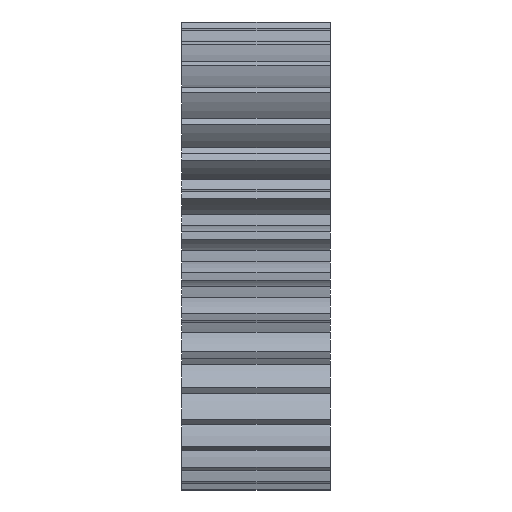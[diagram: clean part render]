
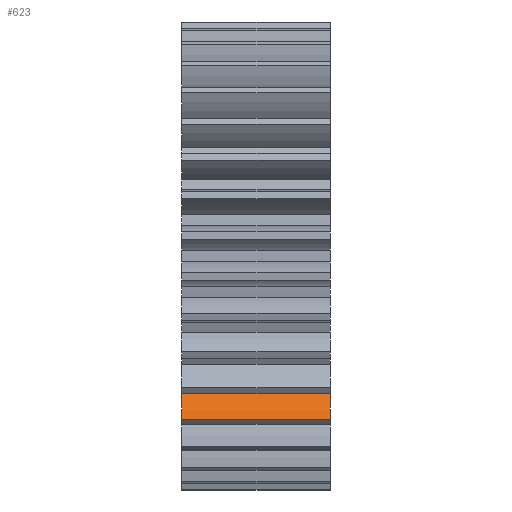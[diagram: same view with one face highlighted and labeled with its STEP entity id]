
A CAD part, front view. The second image highlights one B-rep face of the part: STEP entity #623.
In plain terms, the highlighted cylindrical face has radius 7.62 mm (diameter 15.24 mm), a partial arc.
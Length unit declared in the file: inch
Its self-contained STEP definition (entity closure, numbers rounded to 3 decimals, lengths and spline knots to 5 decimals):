
#322 = DIRECTION ( 'NONE',  ( 0., 0., -1. ) ) ;
#399 = CARTESIAN_POINT ( 'NONE',  ( 0.5, -0.5222, -0.46315 ) ) ;
#415 = CARTESIAN_POINT ( 'NONE',  ( 0.5, -0.28371, -0.64514 ) ) ;
#435 = CARTESIAN_POINT ( 'NONE',  ( 0.5, -0.56853, -0.55092 ) ) ;
#519 = LINE ( 'NONE', #1760, #2257 ) ;
#599 = EDGE_CURVE ( 'NONE', #4114, #2418, #519, .T. ) ;
#623 = ADVANCED_FACE ( 'NONE', ( #4169 ), #2269, .T. ) ;
#926 = CIRCLE ( 'NONE', #5115, 0.3 ) ;
#1000 = ORIENTED_EDGE ( 'NONE', *, *, #599, .T. ) ;
#1024 = LINE ( 'NONE', #399, #2689 ) ;
#1123 = CARTESIAN_POINT ( 'NONE',  ( 0.5, -0.5222, -0.46315 ) ) ;
#1190 = AXIS2_PLACEMENT_3D ( 'NONE', #415, #2940, #3645 ) ;
#1351 = EDGE_CURVE ( 'NONE', #3156, #4114, #926, .T. ) ;
#1597 = DIRECTION ( 'NONE',  ( -1., 0., 0. ) ) ;
#1631 = DIRECTION ( 'NONE',  ( 0., 0., 1. ) ) ;
#1760 = CARTESIAN_POINT ( 'NONE',  ( 0.25, -0.56853, -0.55092 ) ) ;
#1869 = ORIENTED_EDGE ( 'NONE', *, *, #1351, .T. ) ;
#1913 = ORIENTED_EDGE ( 'NONE', *, *, #2873, .T. ) ;
#2096 = CARTESIAN_POINT ( 'NONE',  ( 0., -0.5222, -0.46315 ) ) ;
#2103 = DIRECTION ( 'NONE',  ( -1., 0., 0. ) ) ;
#2257 = VECTOR ( 'NONE', #3871, 39.37008 ) ;
#2269 = CYLINDRICAL_SURFACE ( 'NONE', #4545, 0.3 ) ;
#2296 = CARTESIAN_POINT ( 'NONE',  ( 0.5, -0.28371, -0.64514 ) ) ;
#2418 = VERTEX_POINT ( 'NONE', #435 ) ;
#2449 = EDGE_CURVE ( 'NONE', #4986, #3156, #1024, .T. ) ;
#2689 = VECTOR ( 'NONE', #2103, 39.37008 ) ;
#2873 = EDGE_CURVE ( 'NONE', #2418, #4986, #4828, .T. ) ;
#2940 = DIRECTION ( 'NONE',  ( -1., 0., 0. ) ) ;
#3156 = VERTEX_POINT ( 'NONE', #2096 ) ;
#3645 = DIRECTION ( 'NONE',  ( 0., -0.643, 0.766 ) ) ;
#3814 = ORIENTED_EDGE ( 'NONE', *, *, #2449, .T. ) ;
#3871 = DIRECTION ( 'NONE',  ( 1., 0., 0. ) ) ;
#4114 = VERTEX_POINT ( 'NONE', #4923 ) ;
#4169 = FACE_OUTER_BOUND ( 'NONE', #5078, .T. ) ;
#4545 = AXIS2_PLACEMENT_3D ( 'NONE', #2296, #1597, #1631 ) ;
#4828 = CIRCLE ( 'NONE', #1190, 0.3 ) ;
#4899 = CARTESIAN_POINT ( 'NONE',  ( 0., -0.28371, -0.64514 ) ) ;
#4923 = CARTESIAN_POINT ( 'NONE',  ( 0., -0.56853, -0.55092 ) ) ;
#4986 = VERTEX_POINT ( 'NONE', #1123 ) ;
#5078 = EDGE_LOOP ( 'NONE', ( #1000, #1913, #3814, #1869 ) ) ;
#5115 = AXIS2_PLACEMENT_3D ( 'NONE', #4899, #5300, #322 ) ;
#5300 = DIRECTION ( 'NONE',  ( 1., 0., 0. ) ) ;
